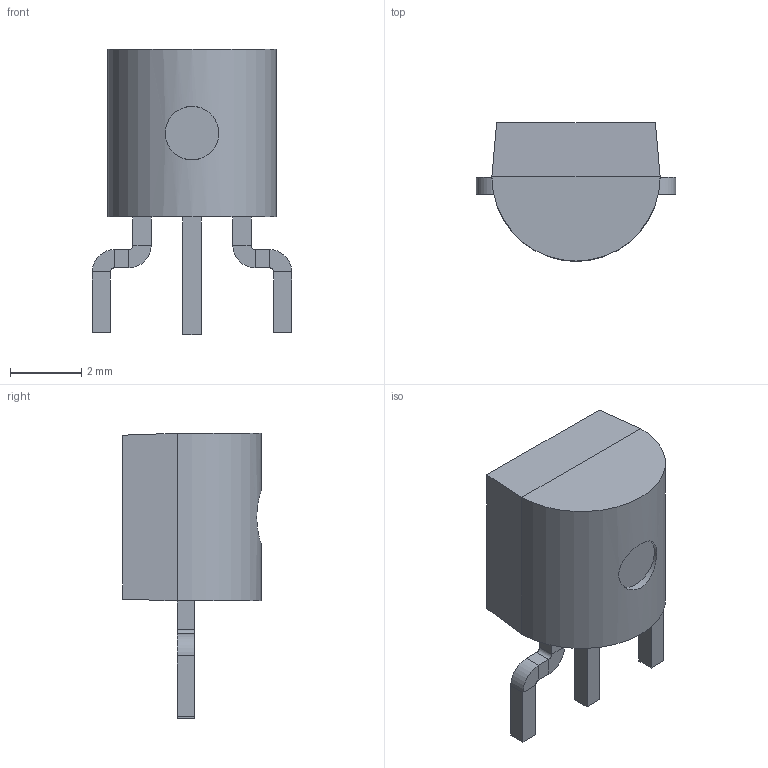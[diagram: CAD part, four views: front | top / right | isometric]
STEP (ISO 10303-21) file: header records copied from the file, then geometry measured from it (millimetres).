
FILE_DESCRIPTION(('FreeCAD Model'),'2;1');
FILE_NAME('TO92-LINE.stp', '2014-10-30T17:57:07',('FreeCAD'),('FreeCAD'), 'Open CASCADE STEP processor 6.6','FreeCAD','Unknown');
FILE_SCHEMA(('AUTOMOTIVE_DESIGN_CC2 { 1 2 10303 214 -1 1 5 4 }'));
Length unit declared in the file: millimetre
Products named in the file (2): Cut001; Fusion001
Bounding box: 5.59 x 3.88 x 8 mm (x, y, z)
Volume: 75.9 mm3; surface area: 125.6 mm2
Topology: 4 solids, 4 shells, 60 faces, 117 edges, 66 vertices
Faces by surface type: plane 50, cylinder 10
Full cylindrical faces by diameter (mm): 1.5 x1
Entity records: 3305 total; most frequent: CARTESIAN_POINT 805, DIRECTION 462, LINE 292, VECTOR 292, ORIENTED_EDGE 234, PCURVE 234, DEFINITIONAL_REPRESENTATION 234, EDGE_CURVE 117
